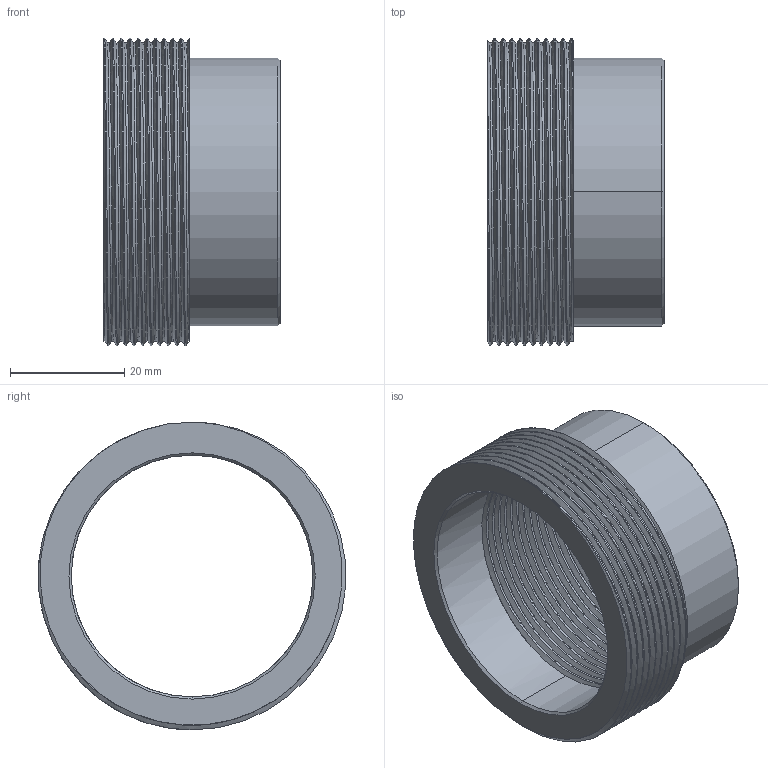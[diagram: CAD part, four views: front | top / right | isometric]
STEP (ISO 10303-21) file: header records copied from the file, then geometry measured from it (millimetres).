
FILE_DESCRIPTION (( 'STEP AP203' ), '1' );
FILE_NAME ('LR-131-G 1 1-4_17106860.STEP', '2024-09-03T10:19:54', ( '' ), ( '' ), 'SwSTEP 2.0', 'SolidWorks 2024', '' );
FILE_SCHEMA (( 'CONFIG_CONTROL_DESIGN' ));
Length unit declared in the file: millimetre
Products named in the file (1): LR-131-G 1 1-4_17106860
Bounding box: 31 x 53.91 x 54 mm (x, y, z)
Volume: 16258.9 mm3; surface area: 13761 mm2
Topology: 1 solids, 1 shells, 64 faces, 178 edges, 117 vertices
Faces by surface type: cylinder 50, bspline 6, cone 4, plane 4
Entity records: 6337 total; most frequent: CARTESIAN_POINT 4952, ORIENTED_EDGE 356, DIRECTION 196, EDGE_CURVE 178, VERTEX_POINT 117, AXIS2_PLACEMENT_3D 71, EDGE_LOOP 67, FACE_OUTER_BOUND 64
